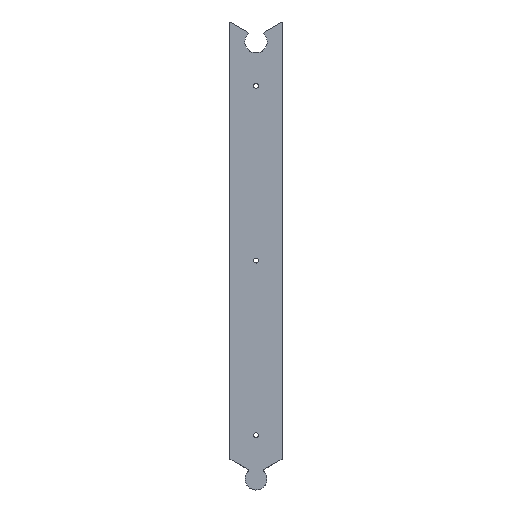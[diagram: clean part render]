
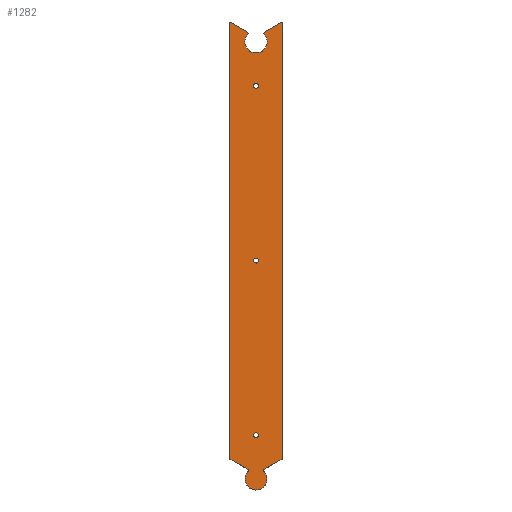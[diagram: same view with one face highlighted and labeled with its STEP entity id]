
A CAD part, front view. The second image highlights one B-rep face of the part: STEP entity #1282.
In plain terms, the highlighted planar face has unit normal (0, -1, 0).
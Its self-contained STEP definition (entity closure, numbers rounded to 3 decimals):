
#359=DIRECTION('',(0.866,0.,0.5));
#360=VECTOR('',#359,23.129);
#361=CARTESIAN_POINT('',(9.77,0.,-511.749));
#362=LINE('',#361,#360);
#366=CARTESIAN_POINT('',(9.261,0.,-514.978));
#367=CARTESIAN_POINT('',(9.076,0.,-514.77));
#368=CARTESIAN_POINT('',(8.831,0.,-514.361));
#369=CARTESIAN_POINT('',(8.674,0.,-513.608));
#370=CARTESIAN_POINT('',(8.794,0.,-512.865));
#371=CARTESIAN_POINT('',(9.169,0.,-512.201));
#372=CARTESIAN_POINT('',(9.544,0.,-511.879));
#373=CARTESIAN_POINT('',(9.77,0.,-511.749));
#378=CARTESIAN_POINT('',(-9.261,0.,-514.978));
#379=CARTESIAN_POINT('',(-10.012,0.,-515.819));
#380=CARTESIAN_POINT('',(-11.257,0.,-517.673));
#381=CARTESIAN_POINT('',(-12.332,0.,-520.879));
#382=CARTESIAN_POINT('',(-12.507,0.,-524.254));
#383=CARTESIAN_POINT('',(-11.787,0.,-527.541));
#384=CARTESIAN_POINT('',(-10.168,0.,-530.589));
#385=CARTESIAN_POINT('',(-7.805,0.,-533.052));
#386=CARTESIAN_POINT('',(-4.879,0.,-534.786));
#387=CARTESIAN_POINT('',(-1.607,0.,-535.669));
#388=CARTESIAN_POINT('',(1.774,0.,-535.646));
#389=CARTESIAN_POINT('',(5.021,0.,-534.724));
#390=CARTESIAN_POINT('',(7.903,0.,-532.97));
#391=CARTESIAN_POINT('',(10.218,0.,-530.514));
#392=CARTESIAN_POINT('',(11.799,0.,-527.498));
#393=CARTESIAN_POINT('',(12.505,0.,-524.252));
#394=CARTESIAN_POINT('',(12.335,0.,-520.886));
#395=CARTESIAN_POINT('',(11.255,0.,-517.667));
#396=CARTESIAN_POINT('',(10.01,0.,-515.817));
#397=CARTESIAN_POINT('',(9.261,0.,-514.978));
#402=CARTESIAN_POINT('',(-9.77,0.,-511.749));
#403=CARTESIAN_POINT('',(-9.544,0.,-511.879));
#404=CARTESIAN_POINT('',(-9.169,0.,-512.201));
#405=CARTESIAN_POINT('',(-8.794,0.,-512.865));
#406=CARTESIAN_POINT('',(-8.674,0.,-513.609));
#407=CARTESIAN_POINT('',(-8.831,0.,-514.361));
#408=CARTESIAN_POINT('',(-9.076,0.,-514.77));
#409=CARTESIAN_POINT('',(-9.261,0.,-514.978));
#414=DIRECTION('',(0.866,0.,-0.5));
#415=VECTOR('',#414,23.129);
#416=CARTESIAN_POINT('',(-29.8,0.,-500.185));
#417=LINE('',#416,#415);
#421=DIRECTION('',(-0.866,0.,0.5));
#422=VECTOR('',#421,22.955);
#423=CARTESIAN_POINT('',(-9.92,0.,-11.709));
#424=LINE('',#423,#422);
#428=CARTESIAN_POINT('',(-9.481,0.,-14.472));
#429=CARTESIAN_POINT('',(-9.287,0.,-14.254));
#430=CARTESIAN_POINT('',(-9.043,0.,-13.8));
#431=CARTESIAN_POINT('',(-8.98,0.,-12.975));
#432=CARTESIAN_POINT('',(-9.292,0.,-12.214));
#433=CARTESIAN_POINT('',(-9.673,0.,-11.851));
#434=CARTESIAN_POINT('',(-9.92,0.,-11.709));
#439=CARTESIAN_POINT('',(0.,0.,-22.92));
#440=DIRECTION('',(0.,1.,0.));
#441=DIRECTION('',(0.747,0.,0.664));
#442=AXIS2_PLACEMENT_3D('',#439,#440,#441);
#447=CARTESIAN_POINT('',(9.92,0.,-11.709));
#448=CARTESIAN_POINT('',(9.673,0.,-11.851));
#449=CARTESIAN_POINT('',(9.292,0.,-12.214));
#450=CARTESIAN_POINT('',(8.98,0.,-12.975));
#451=CARTESIAN_POINT('',(9.043,0.,-13.8));
#452=CARTESIAN_POINT('',(9.287,0.,-14.254));
#453=CARTESIAN_POINT('',(9.481,0.,-14.472));
#458=DIRECTION('',(-0.866,0.,-0.5));
#459=VECTOR('',#458,22.955);
#460=CARTESIAN_POINT('',(29.8,0.,-0.231));
#461=LINE('',#460,#459);
#465=CARTESIAN_POINT('',(0.,0.,-73.07));
#466=DIRECTION('',(0.,1.,0.));
#467=DIRECTION('',(0.,0.,-1.));
#468=AXIS2_PLACEMENT_3D('',#465,#466,#467);
#473=CARTESIAN_POINT('',(0.,0.,-73.07));
#474=DIRECTION('',(0.,1.,0.));
#475=DIRECTION('',(0.,0.,1.));
#476=AXIS2_PLACEMENT_3D('',#473,#474,#475);
#481=CARTESIAN_POINT('',(0.,0.,-473.07));
#482=DIRECTION('',(0.,1.,0.));
#483=DIRECTION('',(0.,0.,-1.));
#484=AXIS2_PLACEMENT_3D('',#481,#482,#483);
#489=CARTESIAN_POINT('',(0.,0.,-473.07));
#490=DIRECTION('',(0.,1.,0.));
#491=DIRECTION('',(0.,0.,1.));
#492=AXIS2_PLACEMENT_3D('',#489,#490,#491);
#497=CARTESIAN_POINT('',(0.,0.,-273.07));
#498=DIRECTION('',(0.,1.,0.));
#499=DIRECTION('',(0.,0.,-1.));
#500=AXIS2_PLACEMENT_3D('',#497,#498,#499);
#505=CARTESIAN_POINT('',(0.,0.,-273.07));
#506=DIRECTION('',(0.,1.,0.));
#507=DIRECTION('',(0.,0.,1.));
#508=AXIS2_PLACEMENT_3D('',#505,#506,#507);
#641=CARTESIAN_POINT('',(29.8,0.,-500.185));
#649=DIRECTION('',(0.,0.,-1.));
#650=VECTOR('',#649,499.954);
#651=CARTESIAN_POINT('',(29.8,0.,-0.231));
#652=LINE('',#651,#650);
#702=CARTESIAN_POINT('',(-29.8,0.,-500.185));
#722=DIRECTION('',(0.,0.,1.));
#723=VECTOR('',#722,499.954);
#724=CARTESIAN_POINT('',(-29.8,0.,-500.185));
#725=LINE('',#724,#723);
#891=VERTEX_POINT('',#702);
#892=VERTEX_POINT('',#402);
#893=VERTEX_POINT('',#409);
#912=VERTEX_POINT('',#397);
#919=CARTESIAN_POINT('',(9.92,0.,-11.709));
#921=VERTEX_POINT('',#919);
#933=CARTESIAN_POINT('',(9.481,0.,-14.472));
#935=VERTEX_POINT('',#933);
#941=CARTESIAN_POINT('',(-29.8,0.,-0.231));
#942=VERTEX_POINT('',#941);
#943=VERTEX_POINT('',#641);
#954=VERTEX_POINT('',#373);
#970=CARTESIAN_POINT('',(-9.92,0.,-11.709));
#971=VERTEX_POINT('',#970);
#984=CARTESIAN_POINT('',(-9.481,0.,-14.472));
#985=VERTEX_POINT('',#984);
#988=CARTESIAN_POINT('',(29.8,0.,-0.231));
#989=VERTEX_POINT('',#988);
#994=CARTESIAN_POINT('',(0.,0.,-70.22));
#996=VERTEX_POINT('',#994);
#998=CARTESIAN_POINT('',(0.,0.,-75.92));
#1000=VERTEX_POINT('',#998);
#1002=CARTESIAN_POINT('',(0.,0.,-470.22));
#1004=VERTEX_POINT('',#1002);
#1006=CARTESIAN_POINT('',(0.,0.,-475.92));
#1008=VERTEX_POINT('',#1006);
#1010=CARTESIAN_POINT('',(0.,0.,-270.22));
#1012=VERTEX_POINT('',#1010);
#1014=CARTESIAN_POINT('',(0.,0.,-275.92));
#1016=VERTEX_POINT('',#1014);
#1236=CARTESIAN_POINT('',(30.,0.,-550.));
#1237=DIRECTION('',(0.,-1.,0.));
#1238=DIRECTION('',(0.,0.,-1.));
#1239=AXIS2_PLACEMENT_3D('',#1236,#1237,#1238);
#1240=PLANE('',#1239);
#1242=ORIENTED_EDGE('',*,*,#1241,.F.);
#1244=ORIENTED_EDGE('',*,*,#1243,.F.);
#1246=ORIENTED_EDGE('',*,*,#1245,.F.);
#1248=ORIENTED_EDGE('',*,*,#1247,.F.);
#1249=ORIENTED_EDGE('',*,*,#1218,.F.);
#1251=ORIENTED_EDGE('',*,*,#1250,.T.);
#1252=ORIENTED_EDGE('',*,*,#1191,.F.);
#1254=ORIENTED_EDGE('',*,*,#1253,.F.);
#1256=ORIENTED_EDGE('',*,*,#1255,.F.);
#1258=ORIENTED_EDGE('',*,*,#1257,.F.);
#1260=ORIENTED_EDGE('',*,*,#1259,.F.);
#1262=ORIENTED_EDGE('',*,*,#1261,.T.);
#1263=EDGE_LOOP('',(#1242,#1244,#1246,#1248,#1249,#1251,#1252,#1254,#1256,#1258,
#1260,#1262));
#1264=FACE_OUTER_BOUND('',#1263,.F.);
#1266=ORIENTED_EDGE('',*,*,#1265,.F.);
#1267=ORIENTED_EDGE('',*,*,#1027,.F.);
#1268=EDGE_LOOP('',(#1266,#1267));
#1269=FACE_BOUND('',#1268,.F.);
#1271=ORIENTED_EDGE('',*,*,#1270,.F.);
#1273=ORIENTED_EDGE('',*,*,#1272,.F.);
#1274=EDGE_LOOP('',(#1271,#1273));
#1275=FACE_BOUND('',#1274,.F.);
#1277=ORIENTED_EDGE('',*,*,#1276,.F.);
#1279=ORIENTED_EDGE('',*,*,#1278,.F.);
#1280=EDGE_LOOP('',(#1277,#1279));
#1281=FACE_BOUND('',#1280,.F.);
#1282=ADVANCED_FACE('',(#1264,#1269,#1275,#1281),#1240,.T.);
#374=B_SPLINE_CURVE_WITH_KNOTS('',3,(#366,#367,#368,#369,#370,#371,#372,#373),
.UNSPECIFIED.,.F.,.F.,(4,1,1,1,1,4),(0.,0.2,0.4,0.6,0.8,1.),
.UNSPECIFIED.);
#398=B_SPLINE_CURVE_WITH_KNOTS('',3,(#378,#379,#380,#381,#382,#383,#384,#385,
#386,#387,#388,#389,#390,#391,#392,#393,#394,#395,#396,#397),.UNSPECIFIED.,.F.,
.F.,(4,1,1,1,1,1,1,1,1,1,1,1,1,1,1,1,1,4),(0.,0.059,
0.118,0.176,0.235,0.294,
0.353,0.412,0.471,0.529,
0.588,0.647,0.706,0.765,
0.824,0.882,0.941,1.),.UNSPECIFIED.);
#410=B_SPLINE_CURVE_WITH_KNOTS('',3,(#402,#403,#404,#405,#406,#407,#408,#409),
.UNSPECIFIED.,.F.,.F.,(4,1,1,1,1,4),(0.,0.2,0.4,0.6,0.8,1.),
.UNSPECIFIED.);
#435=B_SPLINE_CURVE_WITH_KNOTS('',3,(#428,#429,#430,#431,#432,#433,#434),
.UNSPECIFIED.,.F.,.F.,(4,1,1,1,4),(0.,0.25,0.5,0.75,1.),
.UNSPECIFIED.);
#443=CIRCLE('',#442,12.7);
#454=B_SPLINE_CURVE_WITH_KNOTS('',3,(#447,#448,#449,#450,#451,#452,#453),
.UNSPECIFIED.,.F.,.F.,(4,1,1,1,4),(0.,0.25,0.5,0.75,1.),
.UNSPECIFIED.);
#469=CIRCLE('',#468,2.85);
#477=CIRCLE('',#476,2.85);
#485=CIRCLE('',#484,2.85);
#493=CIRCLE('',#492,2.85);
#501=CIRCLE('',#500,2.85);
#509=CIRCLE('',#508,2.85);
#1027=EDGE_CURVE('',#996,#1000,#477,.T.);
#1191=EDGE_CURVE('',#971,#942,#424,.T.);
#1218=EDGE_CURVE('',#891,#892,#417,.T.);
#1241=EDGE_CURVE('',#954,#943,#362,.T.);
#1243=EDGE_CURVE('',#912,#954,#374,.T.);
#1245=EDGE_CURVE('',#893,#912,#398,.T.);
#1247=EDGE_CURVE('',#892,#893,#410,.T.);
#1250=EDGE_CURVE('',#891,#942,#725,.T.);
#1253=EDGE_CURVE('',#985,#971,#435,.T.);
#1255=EDGE_CURVE('',#935,#985,#443,.T.);
#1257=EDGE_CURVE('',#921,#935,#454,.T.);
#1259=EDGE_CURVE('',#989,#921,#461,.T.);
#1261=EDGE_CURVE('',#989,#943,#652,.T.);
#1265=EDGE_CURVE('',#1000,#996,#469,.T.);
#1270=EDGE_CURVE('',#1008,#1004,#485,.T.);
#1272=EDGE_CURVE('',#1004,#1008,#493,.T.);
#1276=EDGE_CURVE('',#1016,#1012,#501,.T.);
#1278=EDGE_CURVE('',#1012,#1016,#509,.T.);
